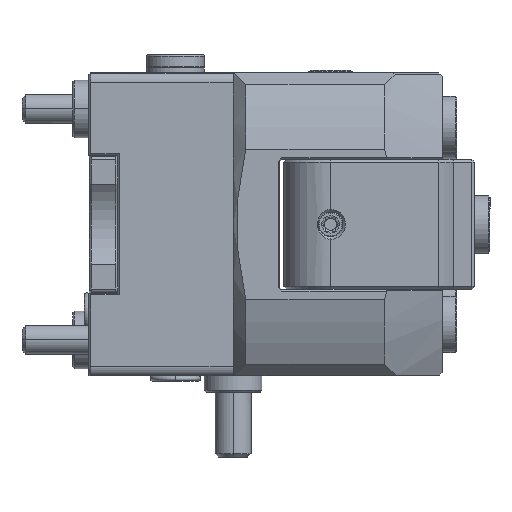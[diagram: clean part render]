
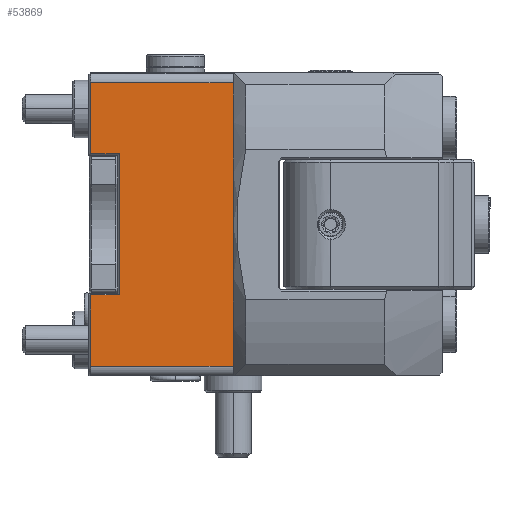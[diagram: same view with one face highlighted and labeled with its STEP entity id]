
A CAD part, left-side view. The second image highlights one B-rep face of the part: STEP entity #53869.
In plain terms, the highlighted planar face has unit normal (-1, 0, 0).
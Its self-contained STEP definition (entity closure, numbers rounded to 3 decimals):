
#668 = EDGE_CURVE ( 'NONE', #118305, #79378, #136478, .T. ) ;
#1422 = CARTESIAN_POINT ( 'NONE',  ( -31.5, -4.25, 9.775 ) ) ;
#3472 = VECTOR ( 'NONE', #39461, 1000. ) ;
#4062 = DIRECTION ( 'NONE',  ( 0., 1., 0. ) ) ;
#4929 = ORIENTED_EDGE ( 'NONE', *, *, #668, .T. ) ;
#7298 = ORIENTED_EDGE ( 'NONE', *, *, #133819, .T. ) ;
#11508 = EDGE_CURVE ( 'NONE', #35139, #62051, #55912, .T. ) ;
#14503 = ORIENTED_EDGE ( 'NONE', *, *, #65851, .T. ) ;
#14784 = ORIENTED_EDGE ( 'NONE', *, *, #76763, .T. ) ;
#16588 = CARTESIAN_POINT ( 'NONE',  ( -31.5, -20., 21. ) ) ;
#17157 = CARTESIAN_POINT ( 'NONE',  ( -31.5, -4.25, -9.775 ) ) ;
#20180 = EDGE_CURVE ( 'NONE', #103448, #35139, #72956, .T. ) ;
#21851 = ORIENTED_EDGE ( 'NONE', *, *, #95065, .F. ) ;
#23989 = EDGE_LOOP ( 'NONE', ( #4929, #14503, #103780, #7298, #54033, #68975, #14784, #21851 ) ) ;
#27341 = LINE ( 'NONE', #37445, #105518 ) ;
#28870 = CARTESIAN_POINT ( 'NONE',  ( -31.5, -4.25, 21. ) ) ;
#31623 = VECTOR ( 'NONE', #4062, 1000. ) ;
#35139 = VERTEX_POINT ( 'NONE', #109557 ) ;
#35387 = VECTOR ( 'NONE', #44504, 1000. ) ;
#37445 = CARTESIAN_POINT ( 'NONE',  ( -31.5, -0.25, 21. ) ) ;
#39461 = DIRECTION ( 'NONE',  ( 0., -1., 0. ) ) ;
#40085 = DIRECTION ( 'NONE',  ( 0., 1., 0. ) ) ;
#41494 = CARTESIAN_POINT ( 'NONE',  ( -31.5, 0., -9.775 ) ) ;
#43801 = CARTESIAN_POINT ( 'NONE',  ( -31.5, -0.25, 21. ) ) ;
#44504 = DIRECTION ( 'NONE',  ( 0., 0., -1. ) ) ;
#48865 = LINE ( 'NONE', #16588, #127298 ) ;
#53869 = ADVANCED_FACE ( 'NONE', ( #109332 ), #107170, .F. ) ;
#54033 = ORIENTED_EDGE ( 'NONE', *, *, #20180, .T. ) ;
#55912 = LINE ( 'NONE', #43801, #35387 ) ;
#56299 = DIRECTION ( 'NONE',  ( 1., 0., 0. ) ) ;
#59600 = DIRECTION ( 'NONE',  ( 0., 0., -1. ) ) ;
#60768 = EDGE_CURVE ( 'NONE', #100879, #133002, #138902, .T. ) ;
#62051 = VERTEX_POINT ( 'NONE', #65537 ) ;
#62550 = LINE ( 'NONE', #28870, #78308 ) ;
#65537 = CARTESIAN_POINT ( 'NONE',  ( -31.5, -0.25, -19.634 ) ) ;
#65707 = CARTESIAN_POINT ( 'NONE',  ( -31.5, -20., -19.634 ) ) ;
#65851 = EDGE_CURVE ( 'NONE', #79378, #100879, #27341, .T. ) ;
#66428 = CARTESIAN_POINT ( 'NONE',  ( -31.5, -0.25, 19.634 ) ) ;
#67831 = CARTESIAN_POINT ( 'NONE',  ( -31.5, -20., -19.634 ) ) ;
#68515 = LINE ( 'NONE', #67831, #92119 ) ;
#68975 = ORIENTED_EDGE ( 'NONE', *, *, #11508, .T. ) ;
#72411 = DIRECTION ( 'NONE',  ( 0., 0., -1. ) ) ;
#72956 = LINE ( 'NONE', #41494, #82305 ) ;
#76763 = EDGE_CURVE ( 'NONE', #62051, #133249, #68515, .T. ) ;
#78308 = VECTOR ( 'NONE', #112943, 1000. ) ;
#79378 = VERTEX_POINT ( 'NONE', #66428 ) ;
#82305 = VECTOR ( 'NONE', #40085, 1000. ) ;
#92119 = VECTOR ( 'NONE', #122996, 1000. ) ;
#95065 = EDGE_CURVE ( 'NONE', #118305, #133249, #48865, .T. ) ;
#100879 = VERTEX_POINT ( 'NONE', #105974 ) ;
#103448 = VERTEX_POINT ( 'NONE', #17157 ) ;
#103780 = ORIENTED_EDGE ( 'NONE', *, *, #60768, .T. ) ;
#105518 = VECTOR ( 'NONE', #59600, 1000. ) ;
#105974 = CARTESIAN_POINT ( 'NONE',  ( -31.5, -0.25, 9.775 ) ) ;
#107170 = PLANE ( 'NONE',  #118840 ) ;
#107906 = CARTESIAN_POINT ( 'NONE',  ( -31.5, 0., 21. ) ) ;
#109332 = FACE_OUTER_BOUND ( 'NONE', #23989, .T. ) ;
#109557 = CARTESIAN_POINT ( 'NONE',  ( -31.5, -0.25, -9.775 ) ) ;
#110739 = DIRECTION ( 'NONE',  ( 0., 0., -1. ) ) ;
#112943 = DIRECTION ( 'NONE',  ( 0., 0., -1. ) ) ;
#118305 = VERTEX_POINT ( 'NONE', #125459 ) ;
#118840 = AXIS2_PLACEMENT_3D ( 'NONE', #107906, #56299, #110739 ) ;
#122996 = DIRECTION ( 'NONE',  ( 0., -1., 0. ) ) ;
#125459 = CARTESIAN_POINT ( 'NONE',  ( -31.5, -20., 19.634 ) ) ;
#125781 = CARTESIAN_POINT ( 'NONE',  ( -31.5, 0., 19.634 ) ) ;
#127298 = VECTOR ( 'NONE', #72411, 1000. ) ;
#128196 = CARTESIAN_POINT ( 'NONE',  ( -31.5, 0., 9.775 ) ) ;
#133002 = VERTEX_POINT ( 'NONE', #1422 ) ;
#133249 = VERTEX_POINT ( 'NONE', #65707 ) ;
#133819 = EDGE_CURVE ( 'NONE', #133002, #103448, #62550, .T. ) ;
#136478 = LINE ( 'NONE', #125781, #31623 ) ;
#138902 = LINE ( 'NONE', #128196, #3472 ) ;
